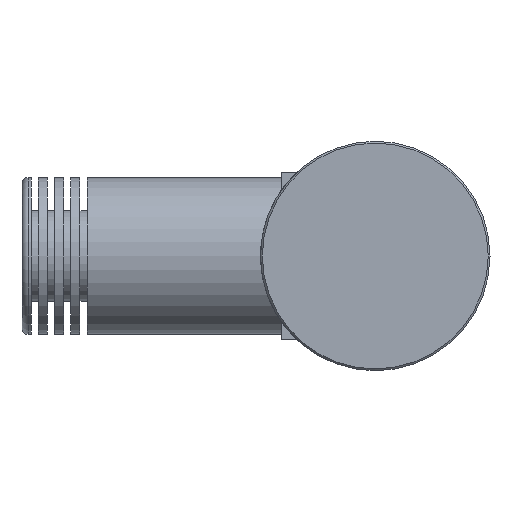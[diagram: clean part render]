
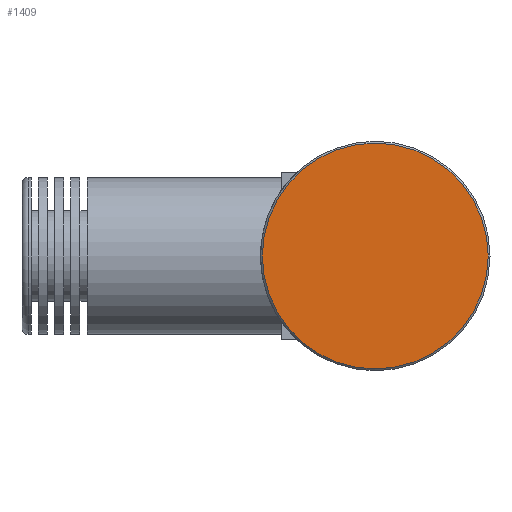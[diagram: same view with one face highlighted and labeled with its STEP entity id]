
A CAD part, left-side view. The second image highlights one B-rep face of the part: STEP entity #1409.
In plain terms, the highlighted planar face has unit normal (-1, 0, 0).
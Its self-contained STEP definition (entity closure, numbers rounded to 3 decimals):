
#115 = ORIENTED_EDGE ( 'NONE', *, *, #1079, .T. ) ;
#134 = DIRECTION ( 'NONE',  ( 1., 0., 0. ) ) ;
#235 = VERTEX_POINT ( 'NONE', #747 ) ;
#277 = PLANE ( 'NONE',  #1450 ) ;
#318 = CARTESIAN_POINT ( 'NONE',  ( 0., 0., 18.7 ) ) ;
#390 = CIRCLE ( 'NONE', #797, 18.7 ) ;
#521 = VERTEX_POINT ( 'NONE', #318 ) ;
#625 = CARTESIAN_POINT ( 'NONE',  ( 0., 0., 0. ) ) ;
#747 = CARTESIAN_POINT ( 'NONE',  ( 0., 0., -18.7 ) ) ;
#768 = DIRECTION ( 'NONE',  ( 0., 0., 1. ) ) ;
#781 = ORIENTED_EDGE ( 'NONE', *, *, #1343, .T. ) ;
#797 = AXIS2_PLACEMENT_3D ( 'NONE', #1890, #1138, #1311 ) ;
#1033 = EDGE_LOOP ( 'NONE', ( #781, #115 ) ) ;
#1079 = EDGE_CURVE ( 'NONE', #521, #235, #1611, .T. ) ;
#1138 = DIRECTION ( 'NONE',  ( -1., 0., 0. ) ) ;
#1265 = FACE_OUTER_BOUND ( 'NONE', #1033, .T. ) ;
#1311 = DIRECTION ( 'NONE',  ( 0., 0., 1. ) ) ;
#1343 = EDGE_CURVE ( 'NONE', #235, #521, #390, .T. ) ;
#1409 = ADVANCED_FACE ( 'NONE', ( #1265 ), #277, .F. ) ;
#1450 = AXIS2_PLACEMENT_3D ( 'NONE', #1617, #134, #1770 ) ;
#1459 = AXIS2_PLACEMENT_3D ( 'NONE', #625, #1667, #768 ) ;
#1611 = CIRCLE ( 'NONE', #1459, 18.7 ) ;
#1617 = CARTESIAN_POINT ( 'NONE',  ( 0., 0., 0. ) ) ;
#1667 = DIRECTION ( 'NONE',  ( -1., 0., 0. ) ) ;
#1770 = DIRECTION ( 'NONE',  ( 0., 0., -1. ) ) ;
#1890 = CARTESIAN_POINT ( 'NONE',  ( 0., 0., 0. ) ) ;
